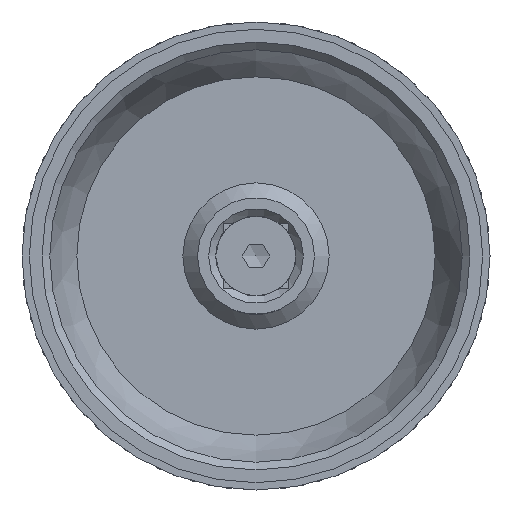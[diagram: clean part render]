
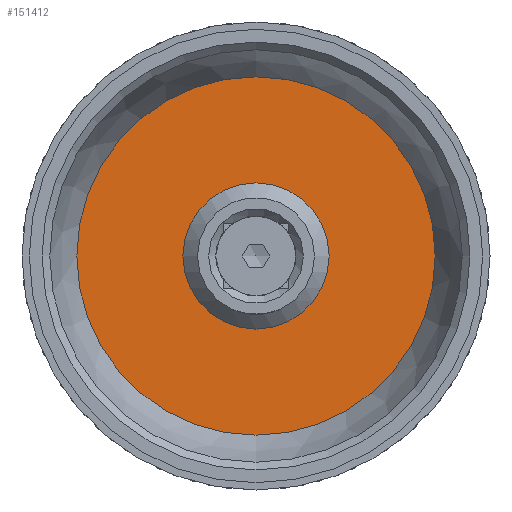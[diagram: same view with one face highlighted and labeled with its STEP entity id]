
A CAD part, left-side view. The second image highlights one B-rep face of the part: STEP entity #151412.
In plain terms, the highlighted face is planar.
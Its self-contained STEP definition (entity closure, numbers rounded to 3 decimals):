
#16470=PLANE('',#159553);
#53166=ORIENTED_EDGE('',*,*,#76215,.T.);
#53167=ORIENTED_EDGE('',*,*,#76216,.F.);
#76215=EDGE_CURVE('',#88150,#88150,#90464,.T.);
#76216=EDGE_CURVE('',#88151,#88151,#90465,.T.);
#88150=VERTEX_POINT('',#245286);
#88151=VERTEX_POINT('',#245289);
#90464=CIRCLE('',#159552,10.);
#90465=CIRCLE('',#159554,28.492);
#96426=EDGE_LOOP('',(#53166));
#96427=EDGE_LOOP('',(#53167));
#102566=FACE_BOUND('',#96426,.T.);
#102567=FACE_BOUND('',#96427,.T.);
#151412=ADVANCED_FACE('',(#102566,#102567),#16470,.T.);
#159552=AXIS2_PLACEMENT_3D('',#245285,#180498,#180499);
#159553=AXIS2_PLACEMENT_3D('',#245287,#180500,#180501);
#159554=AXIS2_PLACEMENT_3D('',#245288,#180502,#180503);
#180498=DIRECTION('',(0.,1.,0.));
#180499=DIRECTION('',(0.,0.,1.));
#180500=DIRECTION('',(0.,-1.,0.));
#180501=DIRECTION('',(0.,0.,-1.));
#180502=DIRECTION('',(0.,1.,0.));
#180503=DIRECTION('',(0.,0.,1.));
#245285=CARTESIAN_POINT('',(0.,27.5,0.));
#245286=CARTESIAN_POINT('',(0.,27.5,10.));
#245287=CARTESIAN_POINT('',(28.492,27.5,0.));
#245288=CARTESIAN_POINT('',(0.,27.5,0.));
#245289=CARTESIAN_POINT('',(0.,27.5,28.492));
